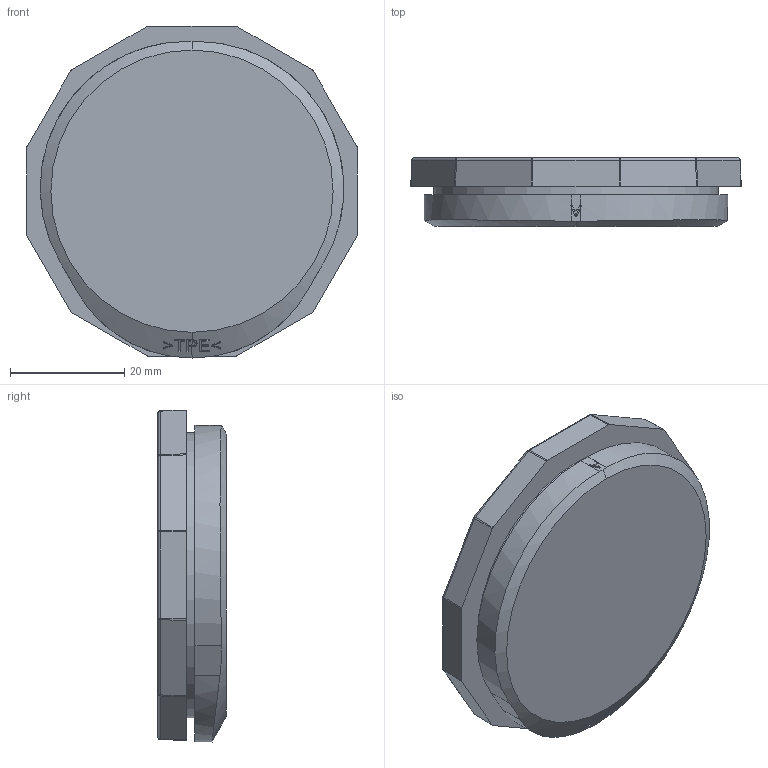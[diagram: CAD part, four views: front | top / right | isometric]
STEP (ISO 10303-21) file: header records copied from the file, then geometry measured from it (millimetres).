
FILE_DESCRIPTION(/* description */ (''),/* implementation_level */ '2;1');
FILE_NAME(/* name */ '28832_6_KES-E-R50_16-A.stp',/* time_stamp */ '2020-04-09T12:31:25+02:00',/* author */ (''),/* organization */ (''),/* preprocessor_version */ 'ST-DEVELOPER v16.7',/* originating_system */ 'SIEMENS PLM Software NX 12.0',/* authorisation */ '');
FILE_SCHEMA (('AUTOMOTIVE_DESIGN { 1 0 10303 214 3 1 1 1 }'));
Length unit declared in the file: millimetre
Products named in the file (1): 28832_6_KES-E-R50_16-A
Bounding box: 57.93 x 12.04 x 58.21 mm (x, y, z)
Volume: 28547.7 mm3; surface area: 8014.4 mm2
Topology: 1 solids, 1 shells, 708 faces, 1884 edges, 1144 vertices
Faces by surface type: plane 376, bspline 114, sphere 88, torus 48, revolution 32, cylinder 28, extrusion 12, cone 10
Full cylindrical faces by diameter (mm): 50 x1
Entity records: 28416 total; most frequent: CARTESIAN_POINT 12055, ORIENTED_EDGE 3590, DIRECTION 3039, EDGE_CURVE 1795, VERTEX_POINT 1144, VECTOR 1009, AXIS2_PLACEMENT_3D 999, LINE 997
